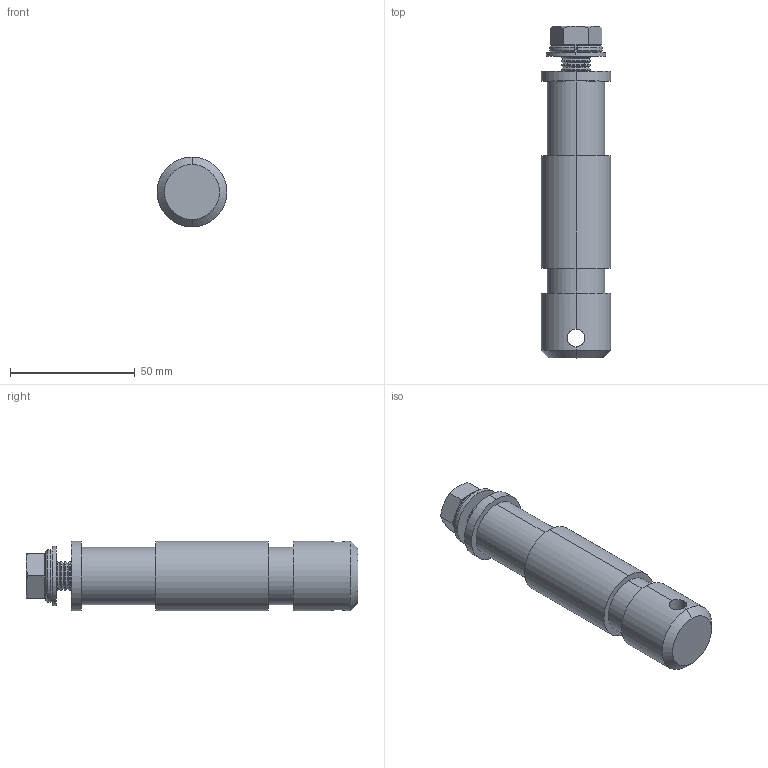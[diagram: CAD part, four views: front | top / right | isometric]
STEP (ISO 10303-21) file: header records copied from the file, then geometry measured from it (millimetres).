
FILE_DESCRIPTION (( 'STEP AP203' ), '1' );
FILE_NAME ('T74301.STEP', '2018-09-05T13:58:27', ( '' ), ( '' ), 'SwSTEP 2.0', 'SolidWorks 2016', '' );
FILE_SCHEMA (( 'CONFIG_CONTROL_DESIGN' ));
Length unit declared in the file: millimetre
Products named in the file (5): B Washer_Bright washer BS 4320 - M12 (Form B); TH1245; Single Coil Rectangular Section Spring Washer_Doughty Fastners_Rectangular section spring washer BS 4464 - 12 (Type B); T74301; Hex Bolt_ISO 4016 - M12 x 45 x 45-WS
Assembly tree (4 placements, depth 2):
  T74301
    TH1245
    Hex Bolt_ISO 4016 - M12 x 45 x 45-WS
    B Washer_Bright washer BS 4320 - M12 (Form B)
    Single Coil Rectangular Section Spring Washer_Doughty Fastners_Rectangular section spring washer BS 4464 - 12 (Type B)
Bounding box: 28 x 133.05 x 28 mm (x, y, z)
Volume: 65328.5 mm3; surface area: 18284.9 mm2
Topology: 4 solids, 4 shells, 217 faces, 548 edges, 341 vertices
Faces by surface type: cone 112, cylinder 74, plane 27, torus 4
Entity records: 7319 total; most frequent: CARTESIAN_POINT 1375, DIRECTION 1278, ORIENTED_EDGE 1092, EDGE_CURVE 546, AXIS2_PLACEMENT_3D 536, VERTEX_POINT 341, CIRCLE 312, EDGE_LOOP 225
